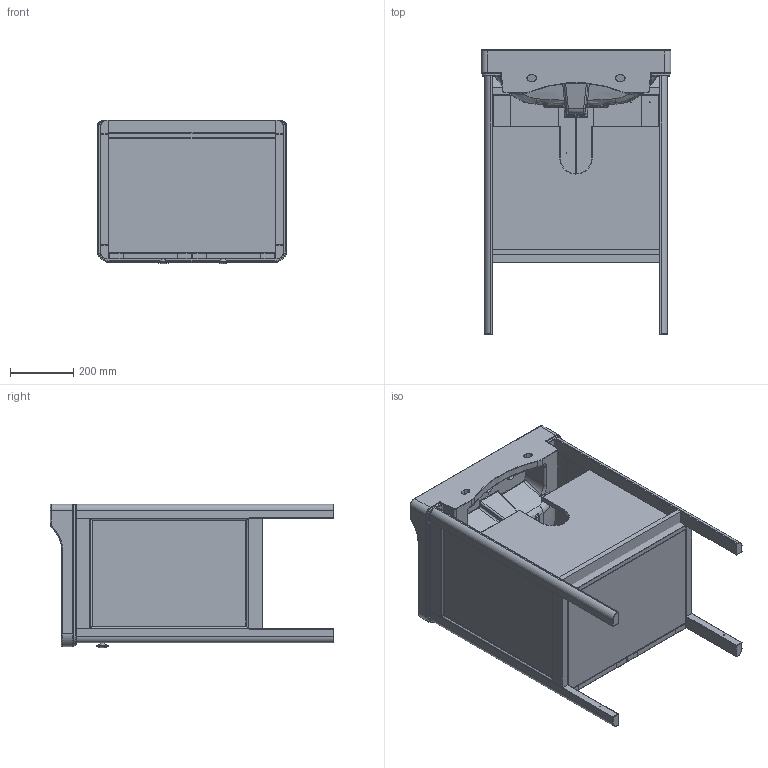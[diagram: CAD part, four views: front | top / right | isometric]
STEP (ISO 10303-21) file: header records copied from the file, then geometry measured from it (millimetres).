
FILE_DESCRIPTION (( 'STEP AP214' ), '1' );
FILE_NAME ('SO060F_STEP_V10321.STEP', '2021-03-30T14:28:37', ( '' ), ( '' ), 'SwSTEP 2.0', 'SolidWorks 2019', '' );
FILE_SCHEMA (( 'AUTOMOTIVE_DESIGN' ));
Length unit declared in the file: millimetre
Products named in the file (5): SO060F_STEP_V10321; Sofia Panels_Door SO060C - Right; SOB60_CAD_V10819; Sofia Carcass_SO060C; HDL18 RUSE Knob
Assembly tree (6 placements, depth 2):
  SO060F_STEP_V10321
    Sofia Carcass_SO060C
    Sofia Panels_Door SO060C - Right  x2
    SOB60_CAD_V10819
    HDL18 RUSE Knob  x2
Bounding box: 600 x 897 x 454 mm (x, y, z)
Volume: 36801007.7 mm3; surface area: 4940356.4 mm2
Topology: 26 solids, 26 shells, 1127 faces, 2700 edges, 1565 vertices
Faces by surface type: cylinder 376, plane 333, bspline 273, sphere 76, torus 63, cone 6
Entity records: 50949 total; most frequent: CARTESIAN_POINT 30178, ORIENTED_EDGE 4624, DIRECTION 3771, EDGE_CURVE 2312, AXIS2_PLACEMENT_3D 1418, VERTEX_POINT 1372, EDGE_LOOP 1016, FACE_OUTER_BOUND 991
